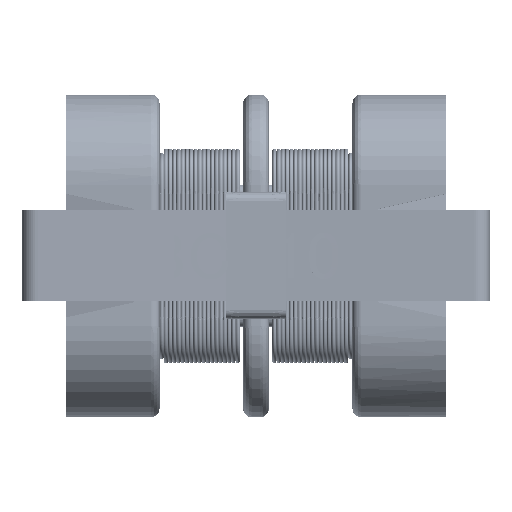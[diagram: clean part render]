
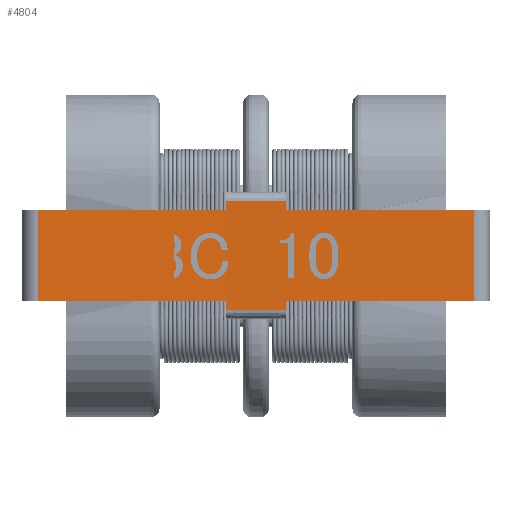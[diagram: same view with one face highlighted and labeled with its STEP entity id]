
A CAD part, top view. The second image highlights one B-rep face of the part: STEP entity #4804.
In plain terms, the highlighted free-form (B-spline) face has degree [2, 1] with [3, 2] control points.
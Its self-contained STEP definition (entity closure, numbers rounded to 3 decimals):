
#4688=CARTESIAN_POINT('',(7.238,1.5,3.902));
#4689=VERTEX_POINT('',#4688);
#4696=CARTESIAN_POINT('',(7.238,-1.5,3.902));
#4697=VERTEX_POINT('',#4696);
#4698=CARTESIAN_POINT('',(7.238,1.5,3.902));
#4699=CARTESIAN_POINT('',(7.238,-1.5,3.902));
#4700=B_SPLINE_CURVE_WITH_KNOTS('',1,(#4698,#4699),.POLYLINE_FORM.,.F.,.U.,(2,2),(0.,1.),.UNSPECIFIED.);
#4701=EDGE_CURVE('',#4689,#4697,#4700,.T.);
#4713=CARTESIAN_POINT('',(-7.238,2.1,3.902));
#4714=CARTESIAN_POINT('',(-7.238,-2.1,3.902));
#4715=CARTESIAN_POINT('',(0.,2.1,3.498));
#4716=CARTESIAN_POINT('',(0.,-2.1,3.498));
#4717=CARTESIAN_POINT('',(7.238,2.1,3.902));
#4718=CARTESIAN_POINT('',(7.238,-2.1,3.902));
#4719=(BOUNDED_SURFACE()B_SPLINE_SURFACE(2,1,((#4713,#4714),(#4715,#4716),(#4717,#4718)),.CYLINDRICAL_SURF.,.F.,.F.,.U.)B_SPLINE_SURFACE_WITH_KNOTS((3,3),(2,2),(0.,0.019),(0.,1.),.UNSPECIFIED.)GEOMETRIC_REPRESENTATION_ITEM()RATIONAL_B_SPLINE_SURFACE(((1.,1.),(0.977,0.977),(0.958,0.958)))REPRESENTATION_ITEM('')SURFACE());
#4720=CARTESIAN_POINT('',(1.,1.8,3.704));
#4721=VERTEX_POINT('',#4720);
#4722=CARTESIAN_POINT('',(-1.,1.8,3.704));
#4723=VERTEX_POINT('',#4722);
#4724=CARTESIAN_POINT('',(1.,1.8,3.704));
#4725=CARTESIAN_POINT('',(0.,1.8,3.696));
#4726=CARTESIAN_POINT('',(-1.,1.8,3.704));
#4727=(BOUNDED_CURVE()B_SPLINE_CURVE(2,(#4724,#4725,#4726),.CIRCULAR_ARC.,.F.,.U.)B_SPLINE_CURVE_WITH_KNOTS((3,3),(0.431,0.569),.UNSPECIFIED.)CURVE()GEOMETRIC_REPRESENTATION_ITEM()RATIONAL_B_SPLINE_CURVE((0.999,0.999,0.999))REPRESENTATION_ITEM(''));
#4728=EDGE_CURVE('',#4721,#4723,#4727,.T.);
#4729=ORIENTED_EDGE('',*,*,#4728,.F.);
#4730=CARTESIAN_POINT('',(1.,1.5,3.704));
#4731=VERTEX_POINT('',#4730);
#4732=CARTESIAN_POINT('',(1.,1.5,3.704));
#4733=CARTESIAN_POINT('',(1.,1.8,3.704));
#4734=B_SPLINE_CURVE_WITH_KNOTS('',1,(#4732,#4733),.POLYLINE_FORM.,.F.,.U.,(2,2),(0.,0.5),.UNSPECIFIED.);
#4735=EDGE_CURVE('',#4731,#4721,#4734,.T.);
#4736=ORIENTED_EDGE('',*,*,#4735,.F.);
#4737=CARTESIAN_POINT('',(7.238,1.5,3.902));
#4738=CARTESIAN_POINT('',(4.121,1.5,3.728));
#4739=CARTESIAN_POINT('',(1.,1.5,3.704));
#4740=(BOUNDED_CURVE()B_SPLINE_CURVE(2,(#4737,#4738,#4739),.CIRCULAR_ARC.,.F.,.U.)B_SPLINE_CURVE_WITH_KNOTS((3,3),(0.,0.431),.UNSPECIFIED.)CURVE()GEOMETRIC_REPRESENTATION_ITEM()RATIONAL_B_SPLINE_CURVE((1.,0.999,0.999))REPRESENTATION_ITEM(''));
#4741=EDGE_CURVE('',#4689,#4731,#4740,.T.);
#4742=ORIENTED_EDGE('',*,*,#4741,.F.);
#4743=ORIENTED_EDGE('',*,*,#4701,.T.);
#4744=CARTESIAN_POINT('',(1.,-1.5,3.704));
#4745=VERTEX_POINT('',#4744);
#4746=CARTESIAN_POINT('',(7.238,-1.5,3.902));
#4747=CARTESIAN_POINT('',(4.121,-1.5,3.728));
#4748=CARTESIAN_POINT('',(1.,-1.5,3.704));
#4749=(BOUNDED_CURVE()B_SPLINE_CURVE(2,(#4746,#4747,#4748),.CIRCULAR_ARC.,.F.,.U.)B_SPLINE_CURVE_WITH_KNOTS((3,3),(0.,0.431),.UNSPECIFIED.)CURVE()GEOMETRIC_REPRESENTATION_ITEM()RATIONAL_B_SPLINE_CURVE((1.,0.999,0.999))REPRESENTATION_ITEM(''));
#4750=EDGE_CURVE('',#4697,#4745,#4749,.T.);
#4751=ORIENTED_EDGE('',*,*,#4750,.T.);
#4752=CARTESIAN_POINT('',(1.,-1.8,3.704));
#4753=VERTEX_POINT('',#4752);
#4754=CARTESIAN_POINT('',(1.,-1.8,3.704));
#4755=CARTESIAN_POINT('',(1.,-1.5,3.704));
#4756=B_SPLINE_CURVE_WITH_KNOTS('',1,(#4754,#4755),.POLYLINE_FORM.,.F.,.U.,(2,2),(0.5,1.),.UNSPECIFIED.);
#4757=EDGE_CURVE('',#4753,#4745,#4756,.T.);
#4758=ORIENTED_EDGE('',*,*,#4757,.F.);
#4759=CARTESIAN_POINT('',(-1.,-1.8,3.704));
#4760=VERTEX_POINT('',#4759);
#4761=CARTESIAN_POINT('',(-1.,-1.8,3.704));
#4762=CARTESIAN_POINT('',(0.,-1.8,3.696));
#4763=CARTESIAN_POINT('',(1.,-1.8,3.704));
#4764=(BOUNDED_CURVE()B_SPLINE_CURVE(2,(#4761,#4762,#4763),.CIRCULAR_ARC.,.F.,.U.)B_SPLINE_CURVE_WITH_KNOTS((3,3),(0.431,0.569),.UNSPECIFIED.)CURVE()GEOMETRIC_REPRESENTATION_ITEM()RATIONAL_B_SPLINE_CURVE((0.999,0.999,0.999))REPRESENTATION_ITEM(''));
#4765=EDGE_CURVE('',#4760,#4753,#4764,.T.);
#4766=ORIENTED_EDGE('',*,*,#4765,.F.);
#4767=CARTESIAN_POINT('',(-1.,-1.5,3.704));
#4768=VERTEX_POINT('',#4767);
#4769=CARTESIAN_POINT('',(-1.,-1.5,3.704));
#4770=CARTESIAN_POINT('',(-1.,-1.8,3.704));
#4771=B_SPLINE_CURVE_WITH_KNOTS('',1,(#4769,#4770),.POLYLINE_FORM.,.F.,.U.,(2,2),(0.,0.5),.UNSPECIFIED.);
#4772=EDGE_CURVE('',#4768,#4760,#4771,.T.);
#4773=ORIENTED_EDGE('',*,*,#4772,.F.);
#4774=CARTESIAN_POINT('',(-7.238,-1.5,3.902));
#4775=VERTEX_POINT('',#4774);
#4776=CARTESIAN_POINT('',(-1.,-1.5,3.704));
#4777=CARTESIAN_POINT('',(-4.121,-1.5,3.728));
#4778=CARTESIAN_POINT('',(-7.238,-1.5,3.902));
#4779=(BOUNDED_CURVE()B_SPLINE_CURVE(2,(#4776,#4777,#4778),.CIRCULAR_ARC.,.F.,.U.)B_SPLINE_CURVE_WITH_KNOTS((3,3),(0.569,1.),.UNSPECIFIED.)CURVE()GEOMETRIC_REPRESENTATION_ITEM()RATIONAL_B_SPLINE_CURVE((0.999,0.999,1.))REPRESENTATION_ITEM(''));
#4780=EDGE_CURVE('',#4768,#4775,#4779,.T.);
#4781=ORIENTED_EDGE('',*,*,#4780,.T.);
#4782=CARTESIAN_POINT('',(-7.238,1.5,3.902));
#4783=VERTEX_POINT('',#4782);
#4784=CARTESIAN_POINT('',(-7.238,1.5,3.902));
#4785=CARTESIAN_POINT('',(-7.238,-1.5,3.902));
#4786=B_SPLINE_CURVE_WITH_KNOTS('',1,(#4784,#4785),.POLYLINE_FORM.,.F.,.U.,(2,2),(0.,1.),.UNSPECIFIED.);
#4787=EDGE_CURVE('',#4783,#4775,#4786,.T.);
#4788=ORIENTED_EDGE('',*,*,#4787,.F.);
#4789=CARTESIAN_POINT('',(-1.,1.5,3.704));
#4790=VERTEX_POINT('',#4789);
#4791=CARTESIAN_POINT('',(-1.,1.5,3.704));
#4792=CARTESIAN_POINT('',(-4.121,1.5,3.728));
#4793=CARTESIAN_POINT('',(-7.238,1.5,3.902));
#4794=(BOUNDED_CURVE()B_SPLINE_CURVE(2,(#4791,#4792,#4793),.CIRCULAR_ARC.,.F.,.U.)B_SPLINE_CURVE_WITH_KNOTS((3,3),(0.569,1.),.UNSPECIFIED.)CURVE()GEOMETRIC_REPRESENTATION_ITEM()RATIONAL_B_SPLINE_CURVE((0.999,0.999,1.))REPRESENTATION_ITEM(''));
#4795=EDGE_CURVE('',#4790,#4783,#4794,.T.);
#4796=ORIENTED_EDGE('',*,*,#4795,.F.);
#4797=CARTESIAN_POINT('',(-1.,1.8,3.704));
#4798=CARTESIAN_POINT('',(-1.,1.5,3.704));
#4799=B_SPLINE_CURVE_WITH_KNOTS('',1,(#4797,#4798),.POLYLINE_FORM.,.F.,.U.,(2,2),(0.5,1.),.UNSPECIFIED.);
#4800=EDGE_CURVE('',#4723,#4790,#4799,.T.);
#4801=ORIENTED_EDGE('',*,*,#4800,.F.);
#4802=EDGE_LOOP('',(#4729,#4736,#4742,#4743,#4751,#4758,#4766,#4773,#4781,#4788,#4796,#4801));
#4803=FACE_OUTER_BOUND('',#4802,.F.);
#4804=ADVANCED_FACE('',(#4803),#4719,.F.);
